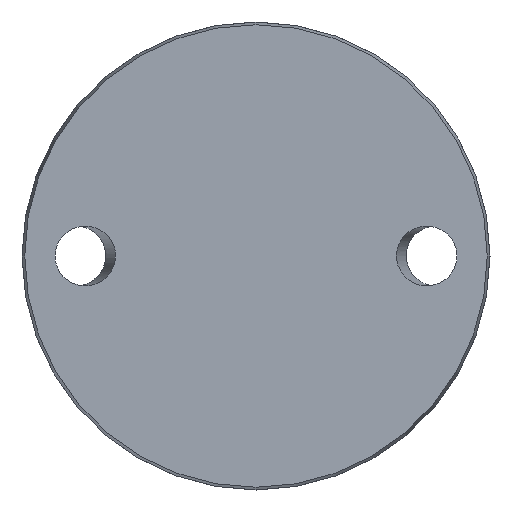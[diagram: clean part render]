
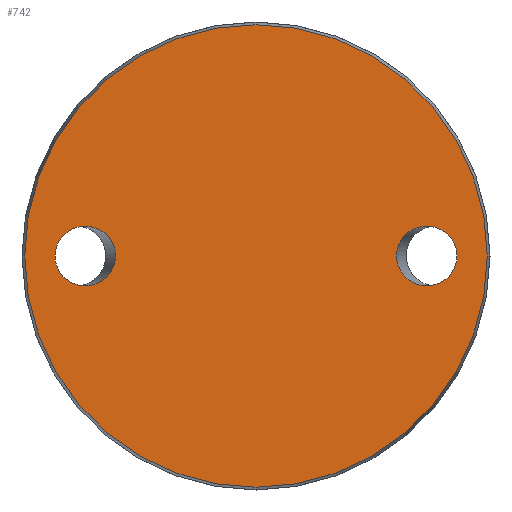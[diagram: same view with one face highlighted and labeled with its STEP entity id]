
A CAD part, front view. The second image highlights one B-rep face of the part: STEP entity #742.
In plain terms, the highlighted planar face has unit normal (0, -1, 0).
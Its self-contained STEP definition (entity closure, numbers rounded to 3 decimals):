
#9 = CARTESIAN_POINT ( 'NONE',  ( -48.425, 0., 0. ) ) ;
#13 = CARTESIAN_POINT ( 'NONE',  ( 29.413, 0., 0. ) ) ;
#41 = CARTESIAN_POINT ( 'NONE',  ( -42.087, 0., -12.5 ) ) ;
#50 = EDGE_CURVE ( 'NONE', #526, #526, #287, .T. ) ;
#94 = EDGE_LOOP ( 'NONE', ( #631 ) ) ;
#96 = CARTESIAN_POINT ( 'NONE',  ( 29.413, 0., 0. ) ) ;
#111 = EDGE_CURVE ( 'NONE', #290, #290, #292, .T. ) ;
#156 = CARTESIAN_POINT ( 'NONE',  ( 42.087, 0., 12.5 ) ) ;
#162 = CARTESIAN_POINT ( 'NONE',  ( 29.413, 0., 0. ) ) ;
#188 = CARTESIAN_POINT ( 'NONE',  ( -42.087, 0., 12.5 ) ) ;
#226 = DIRECTION ( 'NONE',  ( 0., -1., 0. ) ) ;
#249 = FACE_OUTER_BOUND ( 'NONE', #807, .T. ) ;
#287 = CIRCLE ( 'NONE', #659, 48.425 ) ;
#290 = VERTEX_POINT ( 'NONE', #908 ) ;
#292 =( BOUNDED_CURVE ( )  B_SPLINE_CURVE ( 3, ( #944, #188, #553, #333, #420, #41, #563 ),
 .UNSPECIFIED., .T., .F. ) 
 B_SPLINE_CURVE_WITH_KNOTS ( ( 4, 3, 4 ),
 ( 0., 3.142, 6.283 ),
 .UNSPECIFIED. ) 
 CURVE ( )  GEOMETRIC_REPRESENTATION_ITEM ( )  RATIONAL_B_SPLINE_CURVE ( ( 1., 0.333, 0.333, 1., 0.333, 0.333, 1. ) ) 
 REPRESENTATION_ITEM ( '' )  );
#315 = DIRECTION ( 'NONE',  ( 0., 1., 0. ) ) ;
#333 = CARTESIAN_POINT ( 'NONE',  ( -29.413, 0., 0. ) ) ;
#378 = CARTESIAN_POINT ( 'NONE',  ( 0., 0., 0. ) ) ;
#399 =( BOUNDED_CURVE ( )  B_SPLINE_CURVE ( 3, ( #162, #619, #543, #458, #156, #474, #96 ),
 .UNSPECIFIED., .T., .F. ) 
 B_SPLINE_CURVE_WITH_KNOTS ( ( 4, 3, 4 ),
 ( 0., 3.142, 6.283 ),
 .UNSPECIFIED. ) 
 CURVE ( )  GEOMETRIC_REPRESENTATION_ITEM ( )  RATIONAL_B_SPLINE_CURVE ( ( 1., 0.333, 0.333, 1., 0.333, 0.333, 1. ) ) 
 REPRESENTATION_ITEM ( '' )  );
#420 = CARTESIAN_POINT ( 'NONE',  ( -29.413, 0., -12.5 ) ) ;
#425 = EDGE_LOOP ( 'NONE', ( #829 ) ) ;
#458 = CARTESIAN_POINT ( 'NONE',  ( 42.087, 0., 0. ) ) ;
#465 = PLANE ( 'NONE',  #576 ) ;
#474 = CARTESIAN_POINT ( 'NONE',  ( 29.413, 0., 12.5 ) ) ;
#518 = CARTESIAN_POINT ( 'NONE',  ( 0., 0., -48.425 ) ) ;
#526 = VERTEX_POINT ( 'NONE', #518 ) ;
#527 = DIRECTION ( 'NONE',  ( 0., 0., -1. ) ) ;
#543 = CARTESIAN_POINT ( 'NONE',  ( 42.087, 0., -12.5 ) ) ;
#553 = CARTESIAN_POINT ( 'NONE',  ( -29.413, 0., 12.5 ) ) ;
#563 = CARTESIAN_POINT ( 'NONE',  ( -42.087, 0., 0. ) ) ;
#576 = AXIS2_PLACEMENT_3D ( 'NONE', #9, #315, #697 ) ;
#619 = CARTESIAN_POINT ( 'NONE',  ( 29.413, 0., -12.5 ) ) ;
#631 = ORIENTED_EDGE ( 'NONE', *, *, #111, .T. ) ;
#659 = AXIS2_PLACEMENT_3D ( 'NONE', #378, #226, #527 ) ;
#689 = FACE_BOUND ( 'NONE', #94, .T. ) ;
#697 = DIRECTION ( 'NONE',  ( 0., 0., 1. ) ) ;
#707 = EDGE_CURVE ( 'NONE', #753, #753, #399, .T. ) ;
#742 = ADVANCED_FACE ( 'NONE', ( #689, #768, #249 ), #465, .F. ) ;
#753 = VERTEX_POINT ( 'NONE', #13 ) ;
#768 = FACE_BOUND ( 'NONE', #425, .T. ) ;
#807 = EDGE_LOOP ( 'NONE', ( #864 ) ) ;
#829 = ORIENTED_EDGE ( 'NONE', *, *, #707, .F. ) ;
#864 = ORIENTED_EDGE ( 'NONE', *, *, #50, .T. ) ;
#908 = CARTESIAN_POINT ( 'NONE',  ( -42.087, 0., 0. ) ) ;
#944 = CARTESIAN_POINT ( 'NONE',  ( -42.087, 0., 0. ) ) ;
